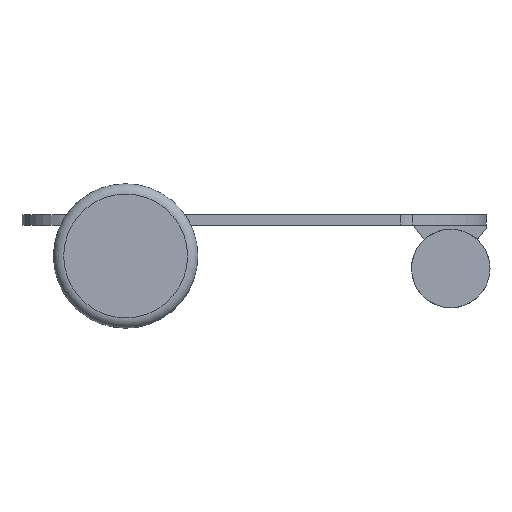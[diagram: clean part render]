
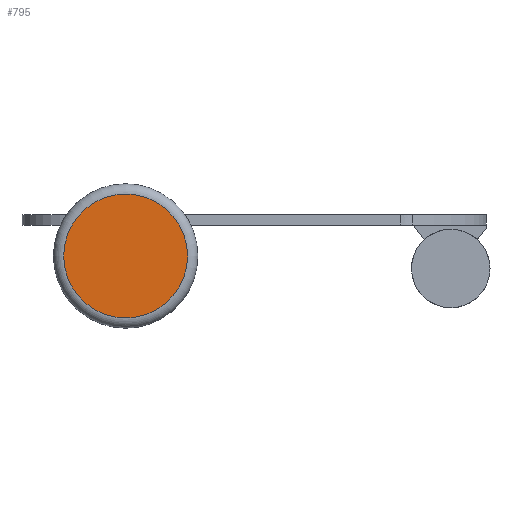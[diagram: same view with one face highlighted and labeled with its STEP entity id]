
A CAD part, left-side view. The second image highlights one B-rep face of the part: STEP entity #795.
In plain terms, the highlighted planar face has unit normal (-1, 0, 0).
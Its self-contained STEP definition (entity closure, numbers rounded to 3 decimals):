
#53=PLANE('',#883);
#93=FACE_OUTER_BOUND('',#144,.T.);
#144=EDGE_LOOP('',(#637));
#319=CIRCLE('',#881,30.);
#372=VERTEX_POINT('',#1267);
#466=EDGE_CURVE('',#372,#372,#319,.T.);
#637=ORIENTED_EDGE('',*,*,#466,.F.);
#795=ADVANCED_FACE('',(#93),#53,.T.);
#881=AXIS2_PLACEMENT_3D('',#1268,#1044,#1045);
#883=AXIS2_PLACEMENT_3D('',#1270,#1048,#1049);
#1044=DIRECTION('center_axis',(1.,0.,0.));
#1045=DIRECTION('ref_axis',(0.,-1.,0.));
#1048=DIRECTION('center_axis',(-1.,0.,0.));
#1049=DIRECTION('ref_axis',(0.,-1.,0.));
#1267=CARTESIAN_POINT('',(-119.,30.,-65.));
#1268=CARTESIAN_POINT('Origin',(-119.,30.,-35.));
#1270=CARTESIAN_POINT('Origin',(-119.,30.,-35.));
